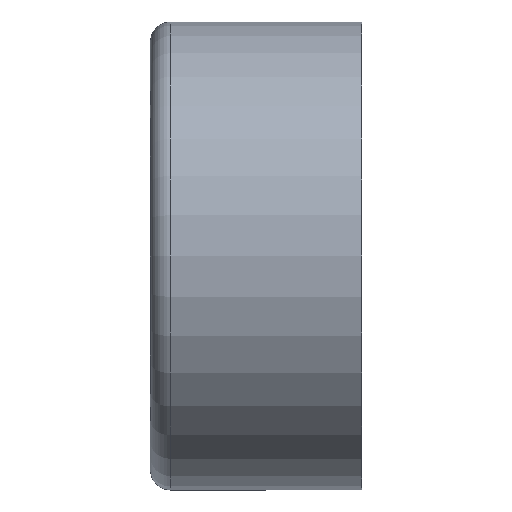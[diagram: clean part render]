
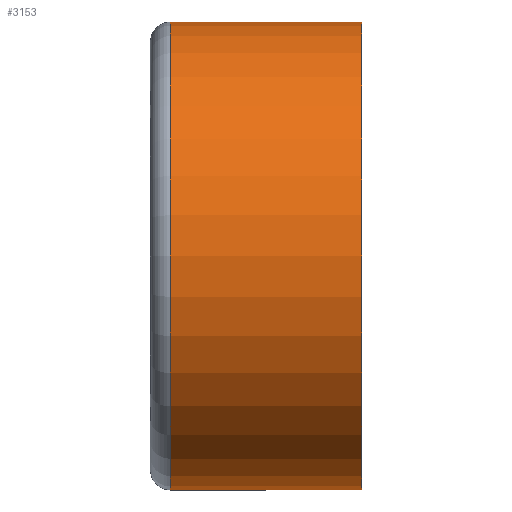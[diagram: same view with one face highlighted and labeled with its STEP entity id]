
A CAD part, left-side view. The second image highlights one B-rep face of the part: STEP entity #3153.
In plain terms, the highlighted cylindrical face has radius 28.05 mm (diameter 56.1 mm), a partial arc.
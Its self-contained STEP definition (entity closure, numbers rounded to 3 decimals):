
#8 = CARTESIAN_POINT ( 'NONE',  ( 0., 22.928, 0. ) ) ;
#37 = ORIENTED_EDGE ( 'NONE', *, *, #330, .T. ) ;
#101 = CARTESIAN_POINT ( 'NONE',  ( 0., 0., 0. ) ) ;
#218 = AXIS2_PLACEMENT_3D ( 'NONE', #8, #1599, #281 ) ;
#259 = CARTESIAN_POINT ( 'NONE',  ( 0., 0., -28.05 ) ) ;
#265 = EDGE_CURVE ( 'NONE', #2072, #2559, #1461, .T. ) ;
#281 = DIRECTION ( 'NONE',  ( 0., 0., 1. ) ) ;
#330 = EDGE_CURVE ( 'NONE', #2559, #627, #1089, .T. ) ;
#349 = DIRECTION ( 'NONE',  ( 0., 1., 0. ) ) ;
#420 = VECTOR ( 'NONE', #2008, 1000. ) ;
#627 = VERTEX_POINT ( 'NONE', #3253 ) ;
#656 = VERTEX_POINT ( 'NONE', #2403 ) ;
#671 = CARTESIAN_POINT ( 'NONE',  ( 0., 23.529, 28.05 ) ) ;
#825 = LINE ( 'NONE', #885, #2182 ) ;
#831 = CYLINDRICAL_SURFACE ( 'NONE', #2347, 28.05 ) ;
#873 = ORIENTED_EDGE ( 'NONE', *, *, #265, .T. ) ;
#885 = CARTESIAN_POINT ( 'NONE',  ( 0., 23.529, -28.05 ) ) ;
#962 = CARTESIAN_POINT ( 'NONE',  ( 0., 23.529, 0. ) ) ;
#1089 = LINE ( 'NONE', #671, #420 ) ;
#1093 = EDGE_LOOP ( 'NONE', ( #1120, #873, #37, #1548 ) ) ;
#1120 = ORIENTED_EDGE ( 'NONE', *, *, #3380, .F. ) ;
#1393 = DIRECTION ( 'NONE',  ( 0., 1., 0. ) ) ;
#1461 = CIRCLE ( 'NONE', #1732, 28.05 ) ;
#1529 = FACE_OUTER_BOUND ( 'NONE', #1093, .T. ) ;
#1548 = ORIENTED_EDGE ( 'NONE', *, *, #2157, .F. ) ;
#1599 = DIRECTION ( 'NONE',  ( 0., 1., 0. ) ) ;
#1732 = AXIS2_PLACEMENT_3D ( 'NONE', #101, #349, #1936 ) ;
#1741 = DIRECTION ( 'NONE',  ( 0., 0., 1. ) ) ;
#1936 = DIRECTION ( 'NONE',  ( 0., 0., 1. ) ) ;
#1996 = DIRECTION ( 'NONE',  ( 0., 1., 0. ) ) ;
#2008 = DIRECTION ( 'NONE',  ( 0., 1., 0. ) ) ;
#2036 = CARTESIAN_POINT ( 'NONE',  ( 0., 0., 28.05 ) ) ;
#2072 = VERTEX_POINT ( 'NONE', #259 ) ;
#2157 = EDGE_CURVE ( 'NONE', #656, #627, #3445, .T. ) ;
#2182 = VECTOR ( 'NONE', #1393, 1000. ) ;
#2347 = AXIS2_PLACEMENT_3D ( 'NONE', #962, #1996, #1741 ) ;
#2403 = CARTESIAN_POINT ( 'NONE',  ( 0., 22.928, -28.05 ) ) ;
#2559 = VERTEX_POINT ( 'NONE', #2036 ) ;
#3153 = ADVANCED_FACE ( 'NONE', ( #1529 ), #831, .T. ) ;
#3253 = CARTESIAN_POINT ( 'NONE',  ( 0., 22.928, 28.05 ) ) ;
#3380 = EDGE_CURVE ( 'NONE', #2072, #656, #825, .T. ) ;
#3445 = CIRCLE ( 'NONE', #218, 28.05 ) ;
